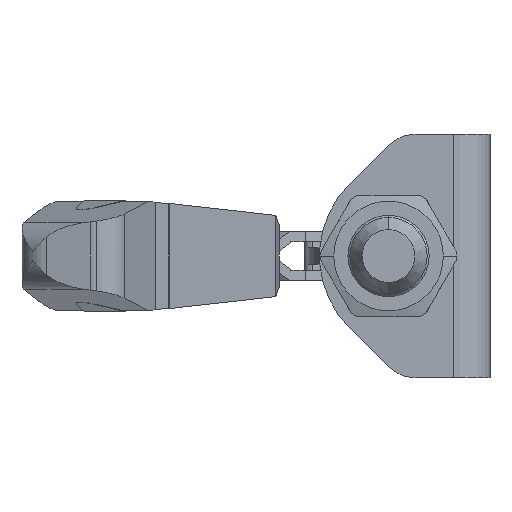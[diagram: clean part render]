
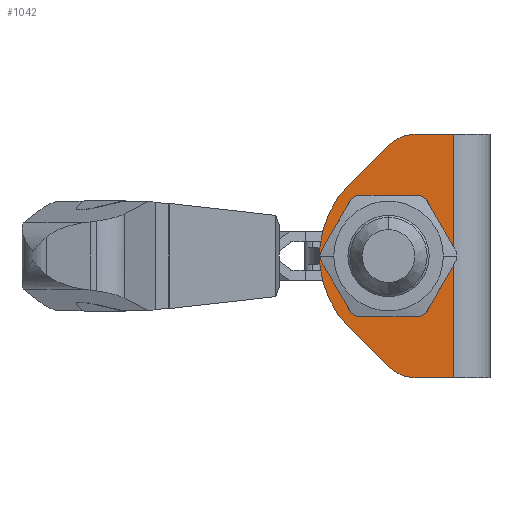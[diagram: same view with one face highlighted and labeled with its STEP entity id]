
A CAD part, left-side view. The second image highlights one B-rep face of the part: STEP entity #1042.
In plain terms, the highlighted planar face has unit normal (-1, 0, 0).
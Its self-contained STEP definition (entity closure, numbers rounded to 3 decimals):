
#1042=ADVANCED_FACE('NONE',(#2134,#2135),#2136,.F.);
#2134=FACE_OUTER_BOUND('',#3738,.T.);
#2135=FACE_BOUND('',#3739,.T.);
#2136=PLANE('',#3740);
#3738=EDGE_LOOP('',(#6616,#6617,#6618,#6619,#6620,#6621,#6622,#6623));
#3739=EDGE_LOOP('',(#6624,#6625));
#3740=AXIS2_PLACEMENT_3D('',#6626,#6627,#6628);
#6616=ORIENTED_EDGE('',*,*,#7990,.F.);
#6617=ORIENTED_EDGE('',*,*,#7991,.F.);
#6618=ORIENTED_EDGE('',*,*,#7992,.F.);
#6619=ORIENTED_EDGE('',*,*,#7993,.F.);
#6620=ORIENTED_EDGE('',*,*,#7994,.F.);
#6621=ORIENTED_EDGE('',*,*,#7995,.F.);
#6622=ORIENTED_EDGE('',*,*,#7996,.F.);
#6623=ORIENTED_EDGE('',*,*,#7997,.F.);
#6624=ORIENTED_EDGE('',*,*,#7975,.F.);
#6625=ORIENTED_EDGE('',*,*,#7998,.F.);
#6626=CARTESIAN_POINT('',(-5.0,22.0,30.0));
#6627=DIRECTION('',(1.0,0.0,0.0));
#6628=DIRECTION('',(0.0,1.0,-0.0));
#7975=EDGE_CURVE('NONE',#9704,#9705,#9706,.T.);
#7990=EDGE_CURVE('NONE',#9731,#9732,#9733,.T.);
#7991=EDGE_CURVE('NONE',#9734,#9731,#9735,.T.);
#7992=EDGE_CURVE('NONE',#9736,#9734,#9737,.T.);
#7993=EDGE_CURVE('NONE',#9738,#9736,#9739,.T.);
#7994=EDGE_CURVE('NONE',#9740,#9738,#9741,.T.);
#7995=EDGE_CURVE('NONE',#9742,#9740,#9743,.T.);
#7996=EDGE_CURVE('NONE',#9744,#9742,#9745,.T.);
#7997=EDGE_CURVE('NONE',#9732,#9744,#9746,.T.);
#7998=EDGE_CURVE('NONE',#9705,#9704,#9747,.T.);
#9704=VERTEX_POINT('NONE',#13062);
#9705=VERTEX_POINT('NONE',#13063);
#9706=CIRCLE('',#13064,10.0);
#9731=VERTEX_POINT('NONE',#13095);
#9732=VERTEX_POINT('NONE',#13096);
#9733=CIRCLE('',#13097,10.);
#9734=VERTEX_POINT('NONE',#13098);
#9735=LINE('',#13099,#13100);
#9736=VERTEX_POINT('NONE',#13101);
#9737=CIRCLE('',#13102,25.0);
#9738=VERTEX_POINT('NONE',#13103);
#9739=LINE('',#13104,#13105);
#9740=VERTEX_POINT('NONE',#13106);
#9741=CIRCLE('',#13107,10.);
#9742=VERTEX_POINT('NONE',#13108);
#9743=LINE('',#13109,#13110);
#9744=VERTEX_POINT('NONE',#13111);
#9745=LINE('',#13112,#13113);
#9746=LINE('',#13114,#13115);
#9747=CIRCLE('',#13116,10.0);
#13062=CARTESIAN_POINT('',(-5.0,0.0,-10.0));
#13063=CARTESIAN_POINT('',(-5.0,0.,10.0));
#13064=AXIS2_PLACEMENT_3D('',#14531,#14532,#14533);
#13095=CARTESIAN_POINT('',(-5.0,0.284,27.071));
#13096=CARTESIAN_POINT('',(-5.0,-6.787,30.0));
#13097=AXIS2_PLACEMENT_3D('',#14555,#14556,#14557);
#13098=CARTESIAN_POINT('',(-5.0,9.678,17.678));
#13099=CARTESIAN_POINT('',(-5.0,9.678,17.678));
#13100=VECTOR('',#14558,1000.0);
#13101=CARTESIAN_POINT('',(-5.0,9.678,-17.678));
#13102=AXIS2_PLACEMENT_3D('',#14559,#14560,#14561);
#13103=CARTESIAN_POINT('',(-5.0,0.284,-27.071));
#13104=CARTESIAN_POINT('',(-5.0,0.284,-27.071));
#13105=VECTOR('',#14562,1000.0);
#13106=CARTESIAN_POINT('',(-5.0,-6.787,-30.0));
#13107=AXIS2_PLACEMENT_3D('',#14563,#14564,#14565);
#13108=CARTESIAN_POINT('',(-5.0,-16.0,-30.0));
#13109=CARTESIAN_POINT('',(-5.0,22.0,-30.0));
#13110=VECTOR('',#14566,1000.0);
#13111=CARTESIAN_POINT('',(-5.0,-16.0,30.0));
#13112=CARTESIAN_POINT('',(-5.0,-16.0,30.0));
#13113=VECTOR('',#14567,1000.0);
#13114=CARTESIAN_POINT('',(-5.0,22.0,30.0));
#13115=VECTOR('',#14568,1000.0);
#13116=AXIS2_PLACEMENT_3D('',#14569,#14570,#14571);
#14531=CARTESIAN_POINT('',(-5.0,0.0,0.0));
#14532=DIRECTION('',(-1.0,-0.0,-0.0));
#14533=DIRECTION('',(0.0,0.0,-1.0));
#14555=CARTESIAN_POINT('',(-5.0,-6.787,20.0));
#14556=DIRECTION('',(1.0,0.0,-0.0));
#14557=DIRECTION('',(0.0,0.0,1.0));
#14558=DIRECTION('',(0.0,-0.707,0.707));
#14559=CARTESIAN_POINT('',(-5.0,-8.0,0.));
#14560=DIRECTION('',(1.0,0.0,-0.0));
#14561=DIRECTION('',(0.0,0.0,1.0));
#14562=DIRECTION('',(0.0,0.707,0.707));
#14563=CARTESIAN_POINT('',(-5.0,-6.787,-20.0));
#14564=DIRECTION('',(1.0,0.0,0.0));
#14565=DIRECTION('',(0.0,0.,1.0));
#14566=DIRECTION('',(-0.0,1.0,0.0));
#14567=DIRECTION('',(0.0,0.0,-1.0));
#14568=DIRECTION('',(0.0,-1.0,-0.0));
#14569=CARTESIAN_POINT('',(-5.0,0.0,0.0));
#14570=DIRECTION('',(-1.0,-0.0,-0.0));
#14571=DIRECTION('',(0.0,0.0,-1.0));
